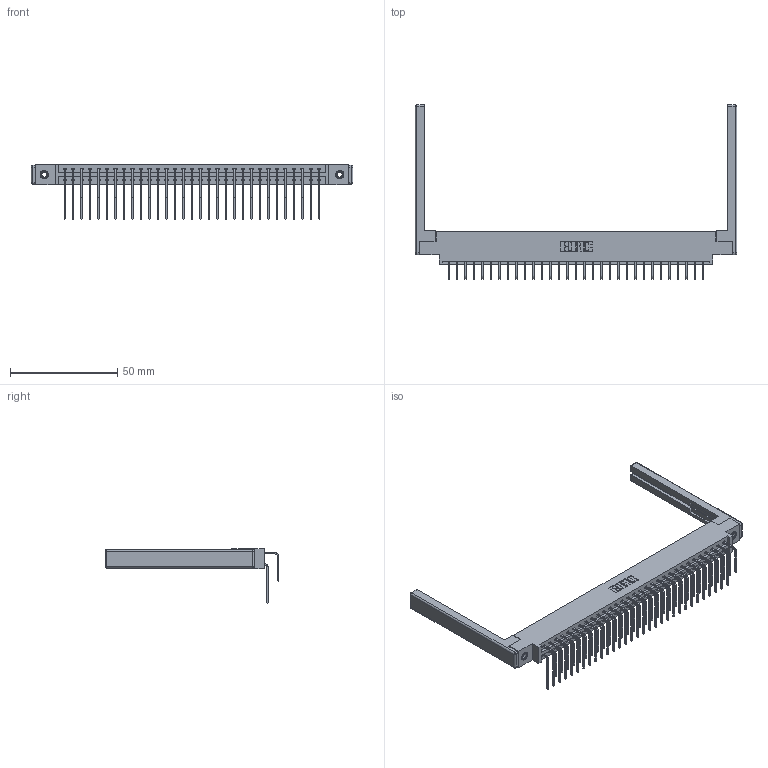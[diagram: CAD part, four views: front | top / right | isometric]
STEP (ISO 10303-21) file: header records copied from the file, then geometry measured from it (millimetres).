
FILE_DESCRIPTION (( 'STEP AP203' ), '1' );
FILE_NAME ('387-062-558-868.STEP', '2019-10-19T15:46:51', ( '' ), ( '' ), 'SwSTEP 2.0', 'SolidWorks 2016', '' );
FILE_SCHEMA (( 'CONFIG_CONTROL_DESIGN' ));
Length unit declared in the file: inch
Products named in the file (6): 345-250-001_345-250-001-102; 345-292-001_558 559 Tail - 1; 307-220-068; 387-062-558-868; 337 Part_0.170 Offset - 0.156 Dia-TI; 345-292-001_558 Tail - 2
Assembly tree (67 placements, depth 2):
  387-062-558-868
    337 Part_0.170 Offset - 0.156 Dia-TI
    345-292-001_558 559 Tail - 1  x31
    345-292-001_558 Tail - 2  x31
    345-250-001_345-250-001-102  x2
    307-220-068  x2
Bounding box: 150.27 x 81.22 x 25.53 mm (x, y, z)
Volume: 20314.8 mm3; surface area: 23840.1 mm2
Topology: 67 solids, 67 shells, 3744 faces, 11067 edges, 7274 vertices
Faces by surface type: plane 2642, cylinder 1078, cone 12, sphere 8, torus 4
Entity records: 30134 total; most frequent: CARTESIAN_POINT 5098, ORIENTED_EDGE 4972, DIRECTION 4408, EDGE_CURVE 2486, VECTOR 2268, LINE 2268, VERTEX_POINT 1646, AXIS2_PLACEMENT_3D 1070
